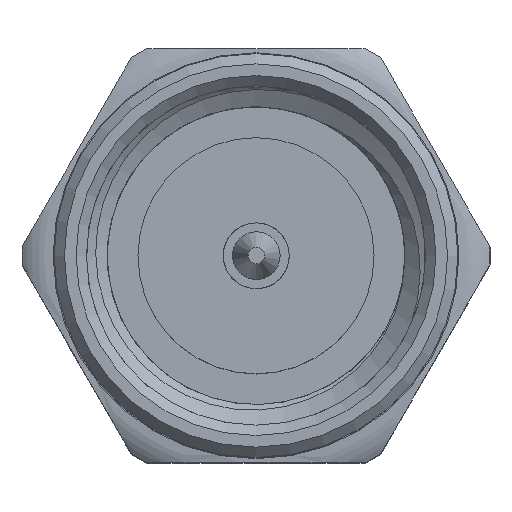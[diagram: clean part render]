
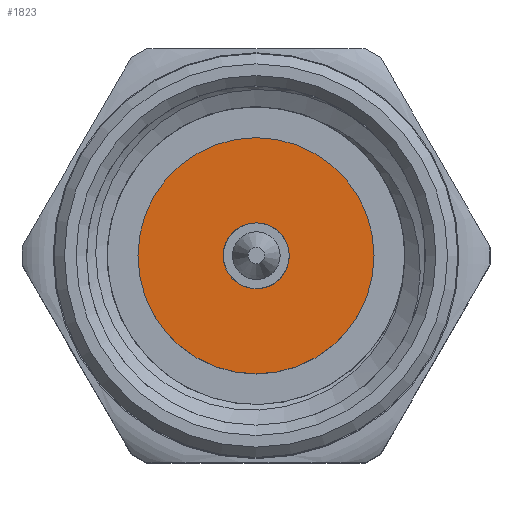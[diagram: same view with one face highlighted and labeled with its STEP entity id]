
A CAD part, top view. The second image highlights one B-rep face of the part: STEP entity #1823.
In plain terms, the highlighted planar face has unit normal (0, 0, 1).
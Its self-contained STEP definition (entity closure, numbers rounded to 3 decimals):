
#172=CIRCLE('',#1968,2.28);
#174=CIRCLE('',#1971,0.635);
#175=CIRCLE('',#1972,0.635);
#489=ORIENTED_EDGE('',*,*,#667,.F.);
#490=ORIENTED_EDGE('',*,*,#669,.T.);
#491=ORIENTED_EDGE('',*,*,#670,.T.);
#667=EDGE_CURVE('',#788,#788,#172,.T.);
#669=EDGE_CURVE('',#790,#791,#174,.T.);
#670=EDGE_CURVE('',#791,#790,#175,.T.);
#788=VERTEX_POINT('',#4055);
#790=VERTEX_POINT('',#4060);
#791=VERTEX_POINT('',#4061);
#994=EDGE_LOOP('',(#489));
#995=EDGE_LOOP('',(#490,#491));
#1114=FACE_BOUND('',#994,.T.);
#1115=FACE_BOUND('',#995,.T.);
#1168=PLANE('',#1970);
#1823=ADVANCED_FACE('',(#1114,#1115),#1168,.F.);
#1968=AXIS2_PLACEMENT_3D('',#4054,#2294,#2295);
#1970=AXIS2_PLACEMENT_3D('',#4058,#2298,#2299);
#1971=AXIS2_PLACEMENT_3D('',#4059,#2300,#2301);
#1972=AXIS2_PLACEMENT_3D('',#4062,#2302,#2303);
#2294=DIRECTION('',(0.,0.,-1.));
#2295=DIRECTION('',(0.,-1.,0.));
#2298=DIRECTION('',(0.,0.,-1.));
#2299=DIRECTION('',(-1.,0.,0.));
#2300=DIRECTION('',(0.,0.,-1.));
#2301=DIRECTION('',(-0.293,0.956,0.));
#2302=DIRECTION('',(0.,0.,-1.));
#2303=DIRECTION('',(-1.,0.,0.));
#4054=CARTESIAN_POINT('',(0.,0.,6.935));
#4055=CARTESIAN_POINT('',(0.,-2.28,6.935));
#4058=CARTESIAN_POINT('',(0.,0.,6.935));
#4059=CARTESIAN_POINT('',(0.,0.,6.935));
#4060=CARTESIAN_POINT('',(0.003,-0.635,6.935));
#4061=CARTESIAN_POINT('',(0.003,0.635,6.935));
#4062=CARTESIAN_POINT('',(0.006,0.,6.935));
